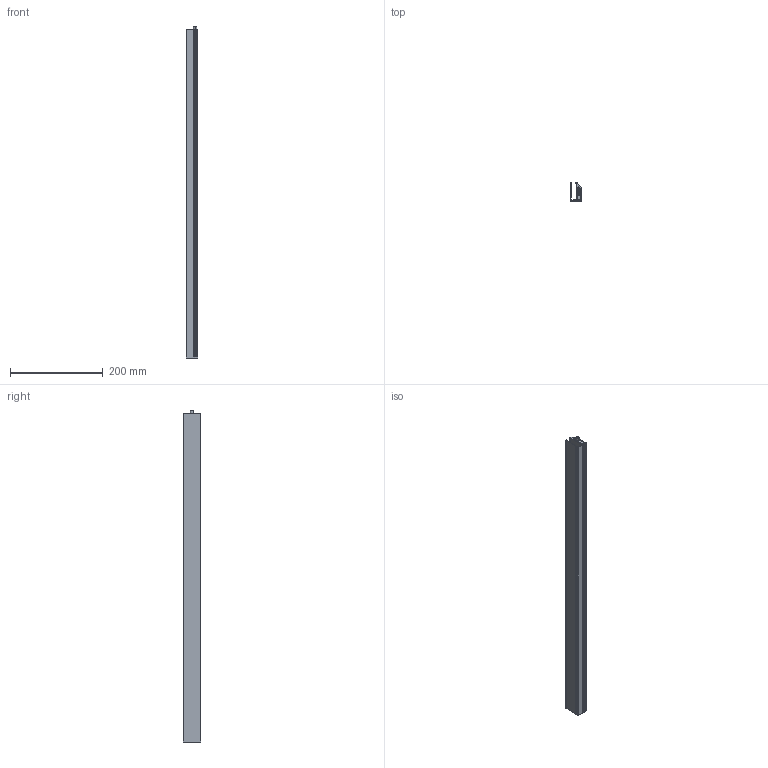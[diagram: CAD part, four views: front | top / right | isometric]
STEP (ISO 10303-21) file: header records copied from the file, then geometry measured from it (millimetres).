
FILE_DESCRIPTION (( 'STEP AP203' ), '1' );
FILE_NAME ('KG A10 schmal 709.STEP', '2025-03-07T15:16:13', ( '' ), ( '' ), 'SwSTEP 2.0', 'SolidWorks 2023', '' );
FILE_SCHEMA (( 'CONFIG_CONTROL_DESIGN' ));
Length unit declared in the file: millimetre
Products named in the file (5): Betätigungsteil_WA; KG A10 schmal 709; Aussengehäuse_WA_705; Innengeometrie_WA_705; Schutzprofil KG A10 schmal_709
Assembly tree (4 placements, depth 2):
  KG A10 schmal 709
    Schutzprofil KG A10 schmal_709
    Aussengehäuse_WA_705
    Betätigungsteil_WA
    Innengeometrie_WA_705
Bounding box: 24.65 x 38 x 717 mm (x, y, z)
Volume: 265857.6 mm3; surface area: 345502 mm2
Topology: 21 solids, 21 shells, 669 faces, 1873 edges, 1248 vertices
Faces by surface type: plane 349, bspline 278, cylinder 40, torus 2
Entity records: 34965 total; most frequent: CARTESIAN_POINT 18922, ORIENTED_EDGE 3746, DIRECTION 2199, EDGE_CURVE 1873, VERTEX_POINT 1248, LINE 1231, VECTOR 1231, EDGE_LOOP 751
